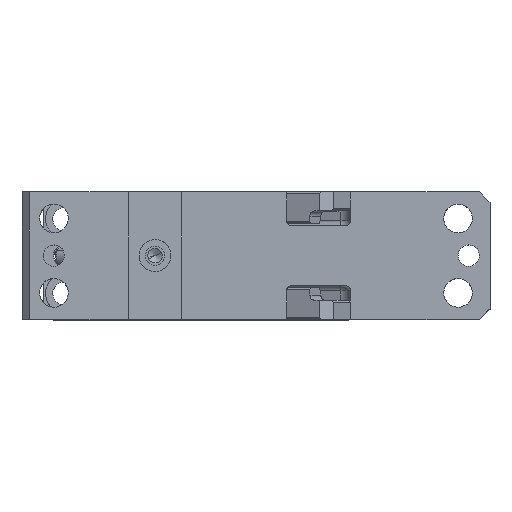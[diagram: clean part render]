
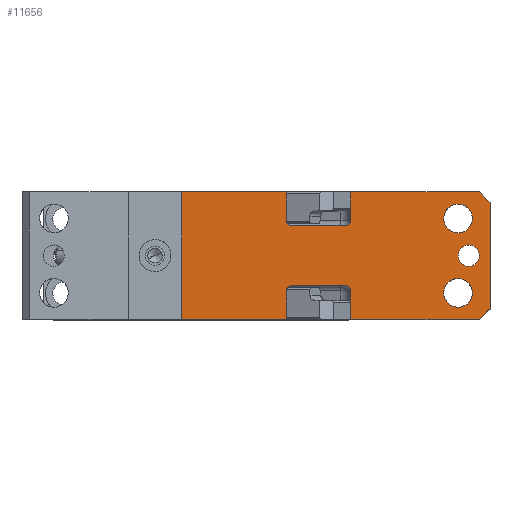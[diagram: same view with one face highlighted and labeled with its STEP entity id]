
A CAD part, top view. The second image highlights one B-rep face of the part: STEP entity #11656.
In plain terms, the highlighted planar face has unit normal (0, 0, 1).
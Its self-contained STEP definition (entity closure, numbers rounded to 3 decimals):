
#10771=CARTESIAN_POINT('Vertex',(65.,30.,115.)) ;
#10806=CARTESIAN_POINT('Vertex',(4.412,30.,115.)) ;
#10809=CARTESIAN_POINT('Line Origine',(34.706,30.,115.)) ;
#11084=CARTESIAN_POINT('Line Origine',(34.706,-30.,115.)) ;
#11088=CARTESIAN_POINT('Vertex',(4.412,-30.,115.)) ;
#11090=CARTESIAN_POINT('Vertex',(65.,-30.,115.)) ;
#11469=CARTESIAN_POINT('Axis2P3D Location',(-185.,0.,115.)) ;
#11474=CARTESIAN_POINT('Line Origine',(70.,0.,115.)) ;
#11478=CARTESIAN_POINT('Vertex',(70.,25.,115.)) ;
#11480=CARTESIAN_POINT('Vertex',(70.,-25.,115.)) ;
#11483=CARTESIAN_POINT('Line Origine',(67.5,27.5,115.)) ;
#11488=CARTESIAN_POINT('Line Origine',(4.412,23.25,115.)) ;
#11492=CARTESIAN_POINT('Vertex',(4.412,16.5,115.)) ;
#11495=CARTESIAN_POINT('Axis2P3D Location',(1.912,16.5,115.)) ;
#11499=CARTESIAN_POINT('Vertex',(1.912,14.,115.)) ;
#11502=CARTESIAN_POINT('Line Origine',(-10.588,14.,115.)) ;
#11506=CARTESIAN_POINT('Vertex',(-23.088,14.,115.)) ;
#11509=CARTESIAN_POINT('Axis2P3D Location',(-23.088,16.5,115.)) ;
#11513=CARTESIAN_POINT('Vertex',(-25.588,16.5,115.)) ;
#11516=CARTESIAN_POINT('Line Origine',(-25.588,23.25,115.)) ;
#11520=CARTESIAN_POINT('Vertex',(-25.588,30.,115.)) ;
#11523=CARTESIAN_POINT('Line Origine',(-50.294,30.,115.)) ;
#11527=CARTESIAN_POINT('Vertex',(-75.,30.,115.)) ;
#11530=CARTESIAN_POINT('Line Origine',(-75.,0.,115.)) ;
#11534=CARTESIAN_POINT('Vertex',(-75.,-30.,115.)) ;
#11537=CARTESIAN_POINT('Line Origine',(-50.294,-30.,115.)) ;
#11541=CARTESIAN_POINT('Vertex',(-25.588,-30.,115.)) ;
#11544=CARTESIAN_POINT('Line Origine',(-25.588,-23.25,115.)) ;
#11548=CARTESIAN_POINT('Vertex',(-25.588,-16.5,115.)) ;
#11551=CARTESIAN_POINT('Axis2P3D Location',(-23.088,-16.5,115.)) ;
#11555=CARTESIAN_POINT('Vertex',(-23.088,-14.,115.)) ;
#11558=CARTESIAN_POINT('Line Origine',(-10.588,-14.,115.)) ;
#11562=CARTESIAN_POINT('Vertex',(1.912,-14.,115.)) ;
#11565=CARTESIAN_POINT('Axis2P3D Location',(1.912,-16.5,115.)) ;
#11569=CARTESIAN_POINT('Vertex',(4.412,-16.5,115.)) ;
#11572=CARTESIAN_POINT('Line Origine',(4.412,-23.25,115.)) ;
#11577=CARTESIAN_POINT('Line Origine',(67.5,-27.5,115.)) ;
#11602=CARTESIAN_POINT('Axis2P3D Location',(60.,0.,115.)) ;
#11606=CARTESIAN_POINT('Vertex',(62.397,-4.388,115.)) ;
#11608=CARTESIAN_POINT('Vertex',(57.603,4.388,115.)) ;
#11611=CARTESIAN_POINT('Axis2P3D Location',(60.,0.,115.)) ;
#11620=CARTESIAN_POINT('Axis2P3D Location',(55.,-17.5,115.)) ;
#11624=CARTESIAN_POINT('Vertex',(58.236,-23.424,115.)) ;
#11626=CARTESIAN_POINT('Vertex',(51.764,-11.576,115.)) ;
#11629=CARTESIAN_POINT('Axis2P3D Location',(55.,-17.5,115.)) ;
#11638=CARTESIAN_POINT('Axis2P3D Location',(55.,17.5,115.)) ;
#11642=CARTESIAN_POINT('Vertex',(58.236,11.576,115.)) ;
#11644=CARTESIAN_POINT('Vertex',(51.764,23.424,115.)) ;
#11647=CARTESIAN_POINT('Axis2P3D Location',(55.,17.5,115.)) ;
#10810=DIRECTION('Vector Direction',(1.,0.,0.)) ;
#11085=DIRECTION('Vector Direction',(1.,0.,0.)) ;
#11470=DIRECTION('Axis2P3D Direction',(0.,-0.,1.)) ;
#11471=DIRECTION('Axis2P3D XDirection',(1.,0.,0.)) ;
#11475=DIRECTION('Vector Direction',(0.,-1.,0.)) ;
#11484=DIRECTION('Vector Direction',(0.707,-0.707,0.)) ;
#11489=DIRECTION('Vector Direction',(0.,1.,0.)) ;
#11496=DIRECTION('Axis2P3D Direction',(0.,-0.,1.)) ;
#11503=DIRECTION('Vector Direction',(-1.,0.,0.)) ;
#11510=DIRECTION('Axis2P3D Direction',(0.,-0.,1.)) ;
#11517=DIRECTION('Vector Direction',(0.,1.,0.)) ;
#11524=DIRECTION('Vector Direction',(1.,0.,0.)) ;
#11531=DIRECTION('Vector Direction',(0.,1.,0.)) ;
#11538=DIRECTION('Vector Direction',(1.,0.,0.)) ;
#11545=DIRECTION('Vector Direction',(0.,-1.,0.)) ;
#11552=DIRECTION('Axis2P3D Direction',(0.,-0.,1.)) ;
#11559=DIRECTION('Vector Direction',(-1.,0.,0.)) ;
#11566=DIRECTION('Axis2P3D Direction',(0.,-0.,1.)) ;
#11573=DIRECTION('Vector Direction',(0.,-1.,0.)) ;
#11578=DIRECTION('Vector Direction',(-0.707,-0.707,0.)) ;
#11603=DIRECTION('Axis2P3D Direction',(0.,-0.,1.)) ;
#11612=DIRECTION('Axis2P3D Direction',(0.,-0.,1.)) ;
#11621=DIRECTION('Axis2P3D Direction',(0.,-0.,1.)) ;
#11630=DIRECTION('Axis2P3D Direction',(0.,-0.,1.)) ;
#11639=DIRECTION('Axis2P3D Direction',(0.,-0.,1.)) ;
#11648=DIRECTION('Axis2P3D Direction',(0.,-0.,1.)) ;
#11472=AXIS2_PLACEMENT_3D('Plane Axis2P3D',#11469,#11470,#11471) ;
#11497=AXIS2_PLACEMENT_3D('Circle Axis2P3D',#11495,#11496,$) ;
#11511=AXIS2_PLACEMENT_3D('Circle Axis2P3D',#11509,#11510,$) ;
#11553=AXIS2_PLACEMENT_3D('Circle Axis2P3D',#11551,#11552,$) ;
#11567=AXIS2_PLACEMENT_3D('Circle Axis2P3D',#11565,#11566,$) ;
#11604=AXIS2_PLACEMENT_3D('Circle Axis2P3D',#11602,#11603,$) ;
#11613=AXIS2_PLACEMENT_3D('Circle Axis2P3D',#11611,#11612,$) ;
#11622=AXIS2_PLACEMENT_3D('Circle Axis2P3D',#11620,#11621,$) ;
#11631=AXIS2_PLACEMENT_3D('Circle Axis2P3D',#11629,#11630,$) ;
#11640=AXIS2_PLACEMENT_3D('Circle Axis2P3D',#11638,#11639,$) ;
#11649=AXIS2_PLACEMENT_3D('Circle Axis2P3D',#11647,#11648,$) ;
#11583=ORIENTED_EDGE('',*,*,#11482,.F.) ;
#11584=ORIENTED_EDGE('',*,*,#11487,.F.) ;
#11585=ORIENTED_EDGE('',*,*,#10813,.F.) ;
#11586=ORIENTED_EDGE('',*,*,#11494,.F.) ;
#11587=ORIENTED_EDGE('',*,*,#11501,.F.) ;
#11588=ORIENTED_EDGE('',*,*,#11508,.T.) ;
#11589=ORIENTED_EDGE('',*,*,#11515,.F.) ;
#11590=ORIENTED_EDGE('',*,*,#11522,.T.) ;
#11591=ORIENTED_EDGE('',*,*,#11529,.F.) ;
#11592=ORIENTED_EDGE('',*,*,#11536,.F.) ;
#11593=ORIENTED_EDGE('',*,*,#11543,.T.) ;
#11594=ORIENTED_EDGE('',*,*,#11550,.F.) ;
#11595=ORIENTED_EDGE('',*,*,#11557,.F.) ;
#11596=ORIENTED_EDGE('',*,*,#11564,.F.) ;
#11597=ORIENTED_EDGE('',*,*,#11571,.F.) ;
#11598=ORIENTED_EDGE('',*,*,#11576,.T.) ;
#11599=ORIENTED_EDGE('',*,*,#11092,.T.) ;
#11600=ORIENTED_EDGE('',*,*,#11581,.F.) ;
#11617=ORIENTED_EDGE('',*,*,#11610,.F.) ;
#11618=ORIENTED_EDGE('',*,*,#11615,.F.) ;
#11635=ORIENTED_EDGE('',*,*,#11628,.F.) ;
#11636=ORIENTED_EDGE('',*,*,#11633,.F.) ;
#11653=ORIENTED_EDGE('',*,*,#11646,.F.) ;
#11654=ORIENTED_EDGE('',*,*,#11651,.F.) ;
#11619=FACE_BOUND('',#11616,.T.) ;
#11637=FACE_BOUND('',#11634,.T.) ;
#11655=FACE_BOUND('',#11652,.T.) ;
#10811=VECTOR('Line Direction',#10810,1.) ;
#11086=VECTOR('Line Direction',#11085,1.) ;
#11476=VECTOR('Line Direction',#11475,1.) ;
#11485=VECTOR('Line Direction',#11484,1.) ;
#11490=VECTOR('Line Direction',#11489,1.) ;
#11504=VECTOR('Line Direction',#11503,1.) ;
#11518=VECTOR('Line Direction',#11517,1.) ;
#11525=VECTOR('Line Direction',#11524,1.) ;
#11532=VECTOR('Line Direction',#11531,1.) ;
#11539=VECTOR('Line Direction',#11538,1.) ;
#11546=VECTOR('Line Direction',#11545,1.) ;
#11560=VECTOR('Line Direction',#11559,1.) ;
#11574=VECTOR('Line Direction',#11573,1.) ;
#11579=VECTOR('Line Direction',#11578,1.) ;
#11656=ADVANCED_FACE('SCHIEBERBETT',(#11601,#11619,#11637,#11655),#11473,.T.) ;
#11498=CIRCLE('generated circle',#11497,2.5) ;
#11512=CIRCLE('generated circle',#11511,2.5) ;
#11554=CIRCLE('generated circle',#11553,2.5) ;
#11568=CIRCLE('generated circle',#11567,2.5) ;
#11605=CIRCLE('generated circle',#11604,5.) ;
#11614=CIRCLE('generated circle',#11613,5.) ;
#11623=CIRCLE('generated circle',#11622,6.75) ;
#11632=CIRCLE('generated circle',#11631,6.75) ;
#11641=CIRCLE('generated circle',#11640,6.75) ;
#11650=CIRCLE('generated circle',#11649,6.75) ;
#10813=EDGE_CURVE('',#10807,#10772,#10812,.T.) ;
#11092=EDGE_CURVE('',#11089,#11091,#11087,.T.) ;
#11482=EDGE_CURVE('',#11479,#11481,#11477,.T.) ;
#11487=EDGE_CURVE('',#10772,#11479,#11486,.T.) ;
#11494=EDGE_CURVE('',#11493,#10807,#11491,.T.) ;
#11501=EDGE_CURVE('',#11500,#11493,#11498,.T.) ;
#11508=EDGE_CURVE('',#11500,#11507,#11505,.T.) ;
#11515=EDGE_CURVE('',#11514,#11507,#11512,.T.) ;
#11522=EDGE_CURVE('',#11514,#11521,#11519,.T.) ;
#11529=EDGE_CURVE('',#11528,#11521,#11526,.T.) ;
#11536=EDGE_CURVE('',#11535,#11528,#11533,.T.) ;
#11543=EDGE_CURVE('',#11535,#11542,#11540,.T.) ;
#11550=EDGE_CURVE('',#11549,#11542,#11547,.T.) ;
#11557=EDGE_CURVE('',#11556,#11549,#11554,.T.) ;
#11564=EDGE_CURVE('',#11563,#11556,#11561,.T.) ;
#11571=EDGE_CURVE('',#11570,#11563,#11568,.T.) ;
#11576=EDGE_CURVE('',#11570,#11089,#11575,.T.) ;
#11581=EDGE_CURVE('',#11481,#11091,#11580,.T.) ;
#11610=EDGE_CURVE('',#11607,#11609,#11605,.T.) ;
#11615=EDGE_CURVE('',#11609,#11607,#11614,.T.) ;
#11628=EDGE_CURVE('',#11625,#11627,#11623,.T.) ;
#11633=EDGE_CURVE('',#11627,#11625,#11632,.T.) ;
#11646=EDGE_CURVE('',#11643,#11645,#11641,.T.) ;
#11651=EDGE_CURVE('',#11645,#11643,#11650,.T.) ;
#11582=EDGE_LOOP('',(#11583,#11584,#11585,#11586,#11587,#11588,#11589,#11590,#11591,#11592,#11593,#11594,#11595,#11596,#11597,#11598,#11599,#11600)) ;
#11616=EDGE_LOOP('',(#11617,#11618)) ;
#11634=EDGE_LOOP('',(#11635,#11636)) ;
#11652=EDGE_LOOP('',(#11653,#11654)) ;
#11601=FACE_OUTER_BOUND('',#11582,.T.) ;
#10812=LINE('Line',#10809,#10811) ;
#11087=LINE('Line',#11084,#11086) ;
#11477=LINE('Line',#11474,#11476) ;
#11486=LINE('Line',#11483,#11485) ;
#11491=LINE('Line',#11488,#11490) ;
#11505=LINE('Line',#11502,#11504) ;
#11519=LINE('Line',#11516,#11518) ;
#11526=LINE('Line',#11523,#11525) ;
#11533=LINE('Line',#11530,#11532) ;
#11540=LINE('Line',#11537,#11539) ;
#11547=LINE('Line',#11544,#11546) ;
#11561=LINE('Line',#11558,#11560) ;
#11575=LINE('Line',#11572,#11574) ;
#11580=LINE('Line',#11577,#11579) ;
#11473=PLANE('',#11472) ;
#10772=VERTEX_POINT('',#10771) ;
#10807=VERTEX_POINT('',#10806) ;
#11089=VERTEX_POINT('',#11088) ;
#11091=VERTEX_POINT('',#11090) ;
#11479=VERTEX_POINT('',#11478) ;
#11481=VERTEX_POINT('',#11480) ;
#11493=VERTEX_POINT('',#11492) ;
#11500=VERTEX_POINT('',#11499) ;
#11507=VERTEX_POINT('',#11506) ;
#11514=VERTEX_POINT('',#11513) ;
#11521=VERTEX_POINT('',#11520) ;
#11528=VERTEX_POINT('',#11527) ;
#11535=VERTEX_POINT('',#11534) ;
#11542=VERTEX_POINT('',#11541) ;
#11549=VERTEX_POINT('',#11548) ;
#11556=VERTEX_POINT('',#11555) ;
#11563=VERTEX_POINT('',#11562) ;
#11570=VERTEX_POINT('',#11569) ;
#11607=VERTEX_POINT('',#11606) ;
#11609=VERTEX_POINT('',#11608) ;
#11625=VERTEX_POINT('',#11624) ;
#11627=VERTEX_POINT('',#11626) ;
#11643=VERTEX_POINT('',#11642) ;
#11645=VERTEX_POINT('',#11644) ;
